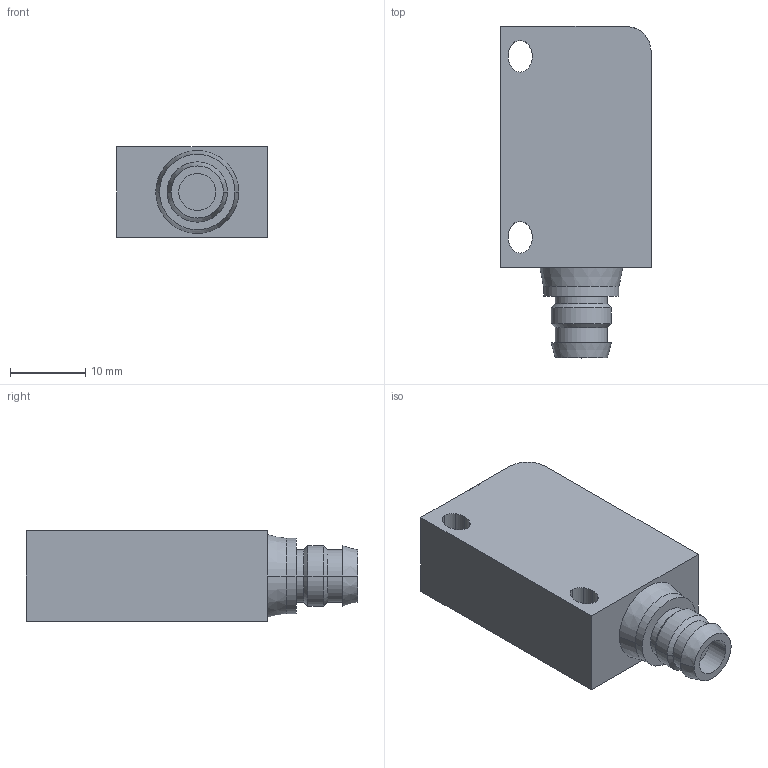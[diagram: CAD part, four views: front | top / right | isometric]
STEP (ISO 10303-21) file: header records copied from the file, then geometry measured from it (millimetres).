
FILE_DESCRIPTION(('STEP AP242'),'1');
FILE_NAME('sensor_xuybco929lsp.stp','2020-03-22T08:42:22',('TraceParts'),('TraceParts S.A.'),'Spatial InterOp 3D',' ',' ');
FILE_SCHEMA(('AP242_MANAGED_MODEL_BASED_3D_ENGINEERING_MIM_LF {1 0 10303 442 1 1 4}'));
Length unit declared in the file: millimetre
Products named in the file (1): sensor_xuybco929lsp
Bounding box: 20 x 44 x 12 mm (x, y, z)
Volume: 7939.5 mm3; surface area: 3165.1 mm2
Topology: 1 solids, 1 shells, 87 faces, 215 edges, 140 vertices
Faces by surface type: cylinder 53, plane 26, cone 8
Entity records: 3341 total; most frequent: DIRECTION 503, CARTESIAN_POINT 443, ORIENTED_EDGE 430, EDGE_CURVE 215, AXIS2_PLACEMENT_3D 200, VERTEX_POINT 140, CIRCLE 112, LINE 103
